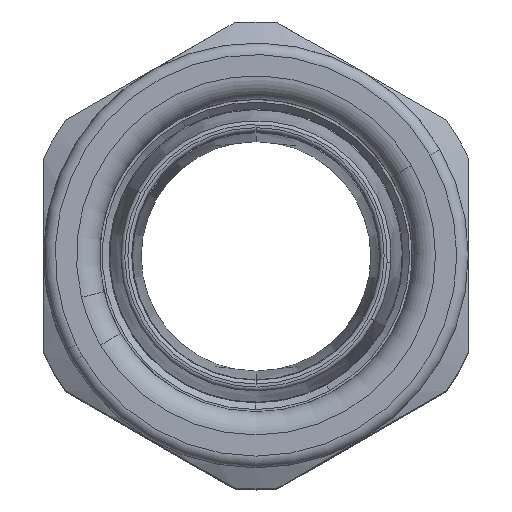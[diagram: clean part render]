
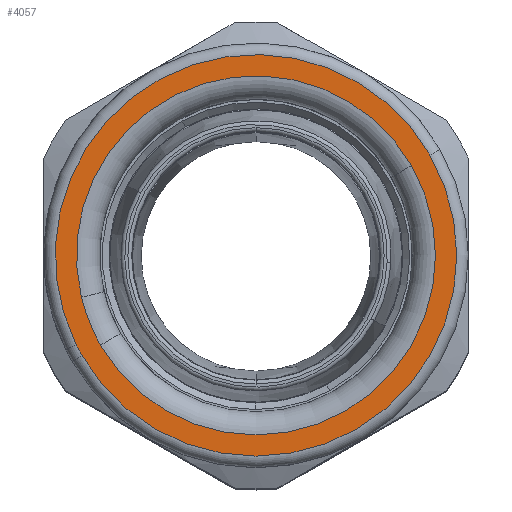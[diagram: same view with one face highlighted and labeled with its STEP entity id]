
A CAD part, top view. The second image highlights one B-rep face of the part: STEP entity #4057.
In plain terms, the highlighted planar face has unit normal (0, 0, 1).
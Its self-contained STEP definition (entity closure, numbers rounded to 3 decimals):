
#3941=AXIS2_PLACEMENT_3D('Circle Axis2P3D',#3939,#3940,$) ;
#3958=AXIS2_PLACEMENT_3D('Circle Axis2P3D',#3956,#3957,$) ;
#3982=AXIS2_PLACEMENT_3D('Circle Axis2P3D',#3980,#3981,$) ;
#4024=AXIS2_PLACEMENT_3D('Plane Axis2P3D',#4021,#4022,#4023) ;
#4033=AXIS2_PLACEMENT_3D('Circle Axis2P3D',#4031,#4032,$) ;
#4042=AXIS2_PLACEMENT_3D('Circle Axis2P3D',#4040,#4041,$) ;
#4049=AXIS2_PLACEMENT_3D('Circle Axis2P3D',#4047,#4048,$) ;
#3929=CARTESIAN_POINT('Vertex',(4.212,18.688,93.4)) ;
#3936=CARTESIAN_POINT('Vertex',(4.983,17.25,93.4)) ;
#3939=CARTESIAN_POINT('Axis2P3D Location',(27.5,30.25,93.4)) ;
#3956=CARTESIAN_POINT('Axis2P3D Location',(27.5,30.25,93.4)) ;
#3960=CARTESIAN_POINT('Vertex',(50.017,43.25,93.4)) ;
#3980=CARTESIAN_POINT('Axis2P3D Location',(27.5,30.25,93.4)) ;
#4021=CARTESIAN_POINT('Axis2P3D Location',(27.5,30.25,93.4)) ;
#4031=CARTESIAN_POINT('Axis2P3D Location',(27.5,30.25,93.4)) ;
#4035=CARTESIAN_POINT('Vertex',(4.892,24.823,93.4)) ;
#4037=CARTESIAN_POINT('Vertex',(7.365,18.625,93.4)) ;
#4040=CARTESIAN_POINT('Axis2P3D Location',(27.5,30.25,93.4)) ;
#4044=CARTESIAN_POINT('Vertex',(47.635,41.875,93.4)) ;
#4047=CARTESIAN_POINT('Axis2P3D Location',(27.5,30.25,93.4)) ;
#3940=DIRECTION('Axis2P3D Direction',(0.,0.,1.)) ;
#3957=DIRECTION('Axis2P3D Direction',(0.,0.,1.)) ;
#3981=DIRECTION('Axis2P3D Direction',(0.,0.,1.)) ;
#4022=DIRECTION('Axis2P3D Direction',(0.,0.,1.)) ;
#4023=DIRECTION('Axis2P3D XDirection',(-0.866,-0.5,0.)) ;
#4032=DIRECTION('Axis2P3D Direction',(0.,0.,1.)) ;
#4041=DIRECTION('Axis2P3D Direction',(0.,0.,1.)) ;
#4048=DIRECTION('Axis2P3D Direction',(0.,0.,1.)) ;
#4027=ORIENTED_EDGE('',*,*,#3962,.T.) ;
#4028=ORIENTED_EDGE('',*,*,#3943,.T.) ;
#4029=ORIENTED_EDGE('',*,*,#3984,.T.) ;
#4053=ORIENTED_EDGE('',*,*,#4039,.F.) ;
#4054=ORIENTED_EDGE('',*,*,#4046,.F.) ;
#4055=ORIENTED_EDGE('',*,*,#4051,.F.) ;
#4056=FACE_BOUND('',#4052,.T.) ;
#4057=ADVANCED_FACE('PartBody',(#4030,#4056),#4025,.T.) ;
#3942=CIRCLE('generated circle',#3941,26.) ;
#3959=CIRCLE('generated circle',#3958,26.) ;
#3983=CIRCLE('generated circle',#3982,26.) ;
#4034=CIRCLE('generated circle',#4033,23.25) ;
#4043=CIRCLE('generated circle',#4042,23.25) ;
#4050=CIRCLE('generated circle',#4049,23.25) ;
#3943=EDGE_CURVE('',#3930,#3937,#3942,.T.) ;
#3962=EDGE_CURVE('',#3961,#3930,#3959,.T.) ;
#3984=EDGE_CURVE('',#3937,#3961,#3983,.T.) ;
#4039=EDGE_CURVE('',#4036,#4038,#4034,.T.) ;
#4046=EDGE_CURVE('',#4045,#4036,#4043,.T.) ;
#4051=EDGE_CURVE('',#4038,#4045,#4050,.T.) ;
#4026=EDGE_LOOP('',(#4027,#4028,#4029)) ;
#4052=EDGE_LOOP('',(#4053,#4054,#4055)) ;
#4030=FACE_OUTER_BOUND('',#4026,.T.) ;
#4025=PLANE('',#4024) ;
#3930=VERTEX_POINT('',#3929) ;
#3937=VERTEX_POINT('',#3936) ;
#3961=VERTEX_POINT('',#3960) ;
#4036=VERTEX_POINT('',#4035) ;
#4038=VERTEX_POINT('',#4037) ;
#4045=VERTEX_POINT('',#4044) ;
